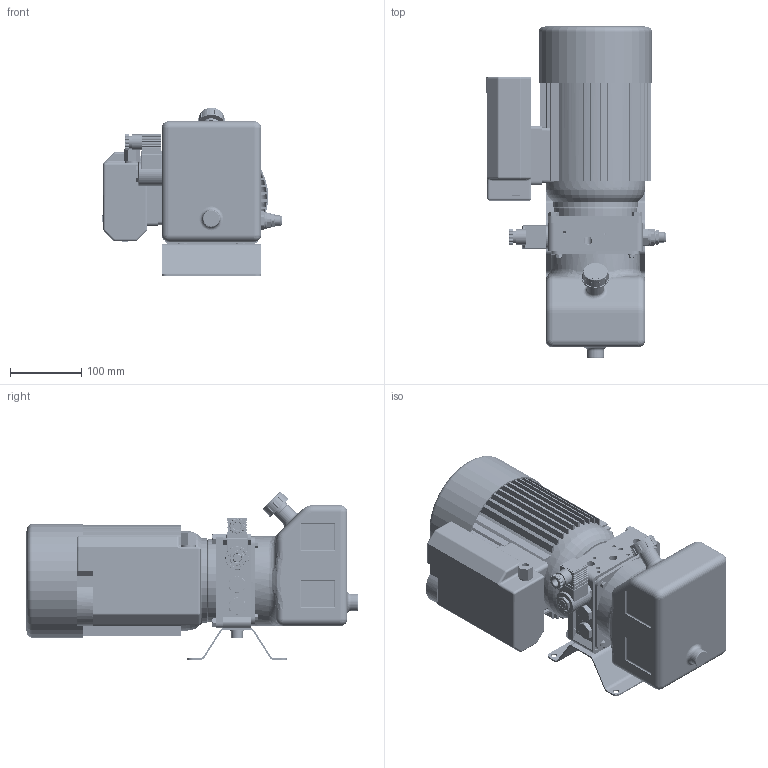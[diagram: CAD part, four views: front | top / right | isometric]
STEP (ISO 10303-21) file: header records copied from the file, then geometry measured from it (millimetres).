
FILE_DESCRIPTION(/* description */ ('Unknown'),/* implementation_level */ '2;1');
FILE_NAME(/* name */ '1441260_Aggregat_000180406',/* time_stamp */ '2020-12-07T14:39:31+01:00',/* author */ ('Unknown'),/* organization */ ('Unknown'),/* preprocessor_version */ 'ST-DEVELOPER v16.7',/* originating_system */ 'DEX',/* authorisation */ $);
FILE_SCHEMA (('AUTOMOTIVE_DESIGN {1 0 10303 214 3 1 1}'));
Products named in the file (33): 1441260_Aggregat_000180406; 1420835_Motorträger BG80_000100229; 1240177_Saugfilter_000118714; Pumpe  AAB 7969; Pumpe  AAA 9160; Schraube  AAA 4608; Behaelter  AAA 1267; Behaelter  AAA 1266; Schraube  AAA 0153; C86200002; LT  AAA 7457; Ventil  AAA 3003; Ventil  AAA 0521; Spule  AAA 1521 coil_08_dg_2; Bauteile  AAA 0034; Rohr  AAA 4433; Schraube  AAA 1471; Teil  AAA 0413; Befestigung  AAA 0412; Screw_DIN_912_M10x16_v7.50; Washer_DIN_125_2_A_10.5_v7.50; Schraube  AAA 4432; 1420836_KUPPLUNG MOTOR BG80_000176074; Rückschlagventil_CV08-20; 1437969_Kupplung_000112090; Ventil  AAA 1080; GES 10 R3-8; schlauch  aab 2842; verschluss  aaa 9751 8hp5ons; Motor  AAA 1474; Schelle  AAA 4243; 1430063_Druckbegrenzungsventil_000127370; Adapter  AAA 0386
Assembly tree (50 placements, depth 4):
  1441260_Aggregat_000180406
    1420835_Motorträger BG80_000100229
    1240177_Saugfilter_000118714
    Pumpe  AAB 7969
      Pumpe  AAA 9160
      Schraube  AAA 4608  x2
    Behaelter  AAA 1267
      Behaelter  AAA 1266
      Schraube  AAA 0153  x4
      C86200002
    LT  AAA 7457
      Ventil  AAA 3003
        Ventil  AAA 0521
        Spule  AAA 1521 coil_08_dg_2
      Bauteile  AAA 0034
    Rohr  AAA 4433
    Schraube  AAA 1471  x4
    Teil  AAA 0413
      Befestigung  AAA 0412
      Screw_DIN_912_M10x16_v7.50  x2
      Washer_DIN_125_2_A_10.5_v7.50  x2
    Schraube  AAA 4432  x4
    1420836_KUPPLUNG MOTOR BG80_000176074
    Rückschlagventil_CV08-20
    1437969_Kupplung_000112090
    Ventil  AAA 1080
    GES 10 R3-8  x3
    schlauch  aab 2842  x3
    verschluss  aaa 9751 8hp5ons
    Motor  AAA 1474
    Schelle  AAA 4243  x3
    1430063_Druckbegrenzungsventil_000127370
    Adapter  AAA 0386
Bounding box: 252.56 x 467 x 236.53 mm (x, y, z)
Volume: 6175560.1 mm3; surface area: 1025874.8 mm2
Topology: 49 solids, 53 shells, 5141 faces, 17924 edges, 11684 vertices
Faces by surface type: plane 2548, cylinder 1999, cone 285, torus 142, bspline 114, sphere 53
Full cylindrical faces by diameter (mm): 1.524 x3, 2.2 x6, 2.5 x1, 3 x1, 3.36 x1, 4 x6, 4.134 x4, 4.5 x4, 4.763 x4, 4.773 x4, 4.775 x4, 4.917 x23, 5.5 x4, 6 x9, 6.35 x2, 6.466 x6, 6.5 x4, 6.647 x10, 7 x2, 7.3 x3, 8 x19, 8.16 x2, 8.376 x2, 8.4 x6, 8.5 x4, 8.6 x2, 8.992 x1, 9.5 x4, 9.855 x6, 9.9 x1
Entity records: 214574 total; most frequent: CARTESIAN_POINT 39444, ORIENTED_EDGE 32732, DIRECTION 29495, EDGE_CURVE 16366, LINE 11083, VECTOR 11083, VERTEX_POINT 10944, AXIS2_PLACEMENT_3D 9206
